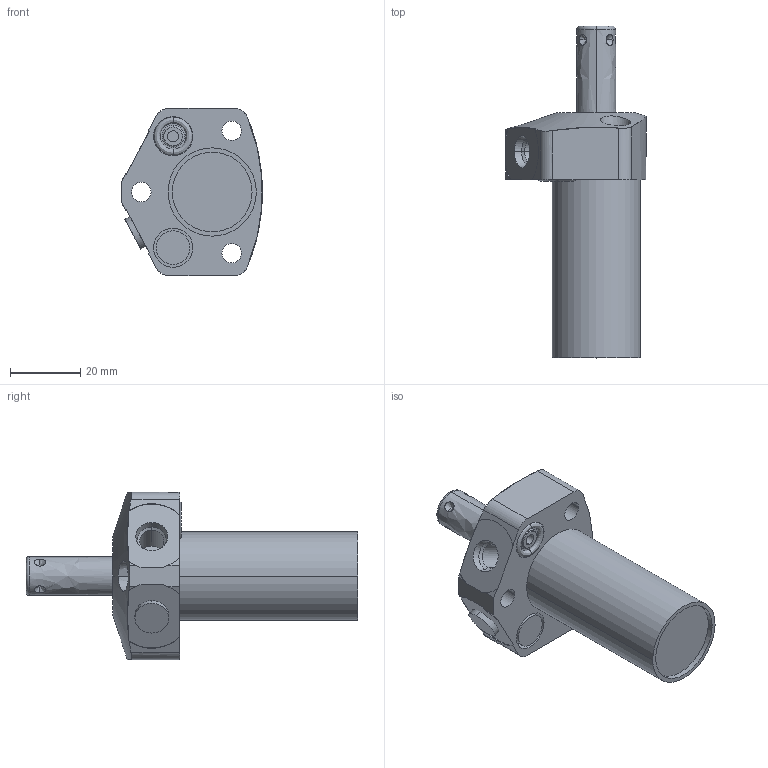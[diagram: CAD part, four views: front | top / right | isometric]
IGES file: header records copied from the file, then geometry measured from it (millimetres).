
Start section:  PTC IGES file: ilc25610500.igs
Global section: file name: ilc25610500.igs; native system: Creo Parametric by PTC Inc.; preprocessor: 2021164; author: rkuestersteffen; organization: Unknown; date: 20220121.104832; units: inch
Bounding box: 40.11 x 94.59 x 47.62 mm (x, y, z)
Surface area: 13874.1 mm2 (no closed solid volume)
Topology: 0 solids, 0 shells, 126 faces, 560 edges, 550 vertices
Faces by surface type: revolution 91, bspline 35
